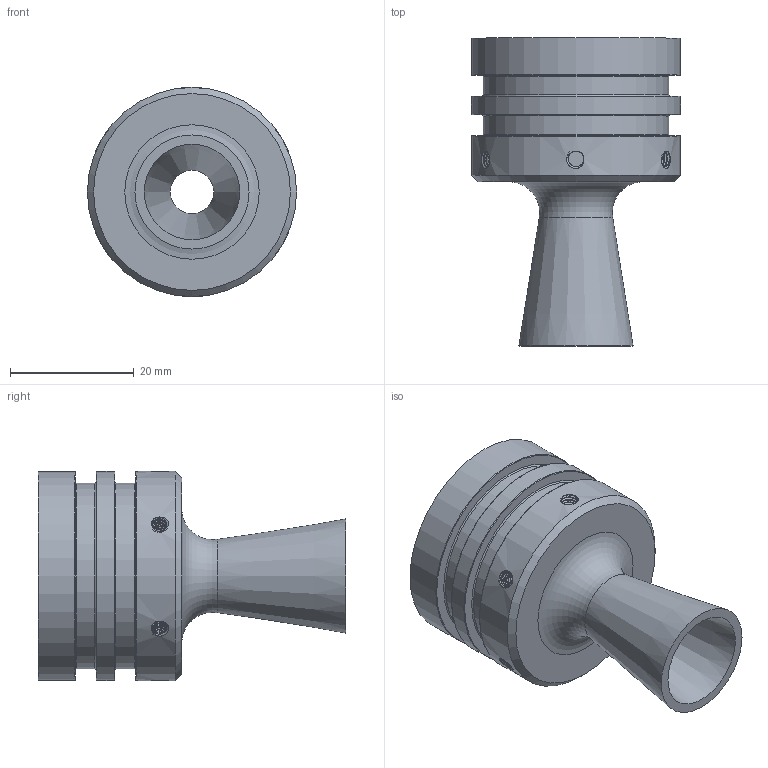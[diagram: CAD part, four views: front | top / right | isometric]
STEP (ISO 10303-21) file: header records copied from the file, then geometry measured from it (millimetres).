
FILE_DESCRIPTION(/* description */ (''),/* implementation_level */ '2;1');
FILE_NAME(/* name */ 'Tiyére V1 .step',/* time_stamp */ '2022-01-02T13:16:29+01:00',/* author */ (''),/* organization */ (''),/* preprocessor_version */ 'ST-DEVELOPER v18.1',/* originating_system */ 'Autodesk Translation Framework v10.10.0.1391',/* authorisation */ '');
FILE_SCHEMA (('AUTOMOTIVE_DESIGN { 1 0 10303 214 3 1 1 }'));
Length unit declared in the file: millimetre
Products named in the file (1): Nez V1
Bounding box: 33.8 x 49.77 x 33.8 mm (x, y, z)
Volume: 12446 mm3; surface area: 8396.9 mm2
Topology: 1 solids, 1 shells, 247 faces, 716 edges, 481 vertices
Faces by surface type: cylinder 208, plane 12, bspline 12, torus 10, cone 5
Full cylindrical faces by diameter (mm): 2.529 x30, 3.086 x48, 30 x2, 33.8 x2
Entity records: 19684 total; most frequent: CARTESIAN_POINT 14003, ORIENTED_EDGE 1432, DIRECTION 791, EDGE_CURVE 716, VERTEX_POINT 481, B_SPLINE_CURVE_WITH_KNOTS 456, AXIS2_PLACEMENT_3D 295, EDGE_LOOP 259
